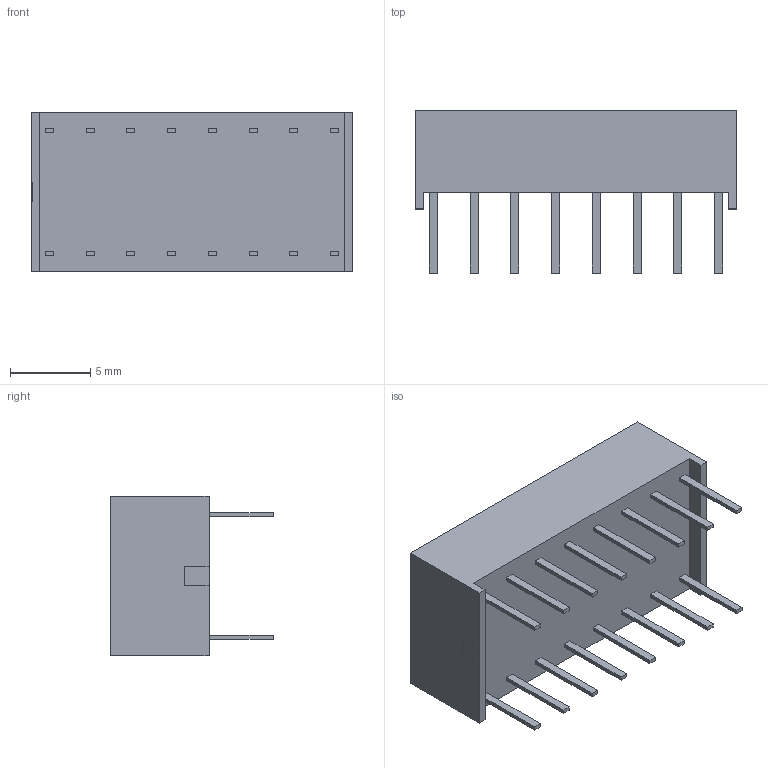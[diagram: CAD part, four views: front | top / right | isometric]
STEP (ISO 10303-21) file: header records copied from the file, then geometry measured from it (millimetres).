
FILE_DESCRIPTION (( 'STEP AP214' ), '1' );
FILE_NAME ('KB-2620.STEP', '2008-09-06T19:00:40', ( '' ), ( '' ), 'SwSTEP 2.0', 'SolidWorks 2008', '' );
FILE_SCHEMA (( 'AUTOMOTIVE_DESIGN' ));
Length unit declared in the file: millimetre
Products named in the file (1): KB-2620
Bounding box: 20.04 x 10.12 x 9.94 mm (x, y, z)
Volume: 1442.6 mm3; surface area: 1447.4 mm2
Topology: 21 solids, 21 shells, 417 faces, 1041 edges, 694 vertices
Faces by surface type: plane 301, bspline 116
Entity records: 22345 total; most frequent: CARTESIAN_POINT 8541, ORIENTED_EDGE 2082, DIRECTION 1413, EDGE_CURVE 1041, VECTOR 809, LINE 809, VERTEX_POINT 694, EDGE_LOOP 445
